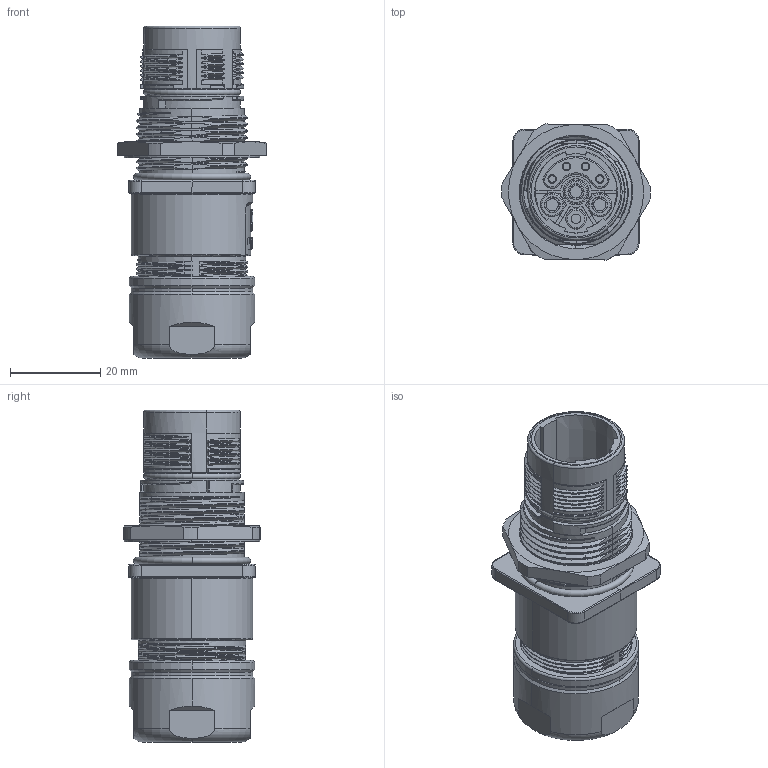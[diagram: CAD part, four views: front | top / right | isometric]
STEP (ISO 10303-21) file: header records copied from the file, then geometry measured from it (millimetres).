
FILE_DESCRIPTION((''),'2;1');
FILE_NAME('M23-CCT_R-DXX-SH-1_SW0004','2022-08-22T',('zh.su'),(''),'PRO/ENGINEER BY PARAMETRIC TECHNOLOGY CORPORATION, 2012480','PRO/ENGINEER BY PARAMETRIC TECHNOLOGY CORPORATION, 2012480','');
FILE_SCHEMA(('CONFIG_CONTROL_DESIGN'));
Products named in the file (1): M23-CCT_R-DXX-SH-1_SW0004
Bounding box: 33 x 30.19 x 73.68 mm (x, y, z)
Volume: 34183.3 mm3; surface area: 11820.6 mm2
Topology: 1 solids, 1 shells, 812 faces, 2149 edges, 1369 vertices
Faces by surface type: bspline 304, plane 180, cylinder 168, cone 82, torus 40, extrusion 35, sphere 3
Entity records: 40948 total; most frequent: CARTESIAN_POINT 23732, ORIENTED_EDGE 4298, DIRECTION 2398, EDGE_CURVE 2149, VERTEX_POINT 1369, B_SPLINE_CURVE_WITH_KNOTS 1164, AXIS2_PLACEMENT_3D 870, EDGE_LOOP 854
